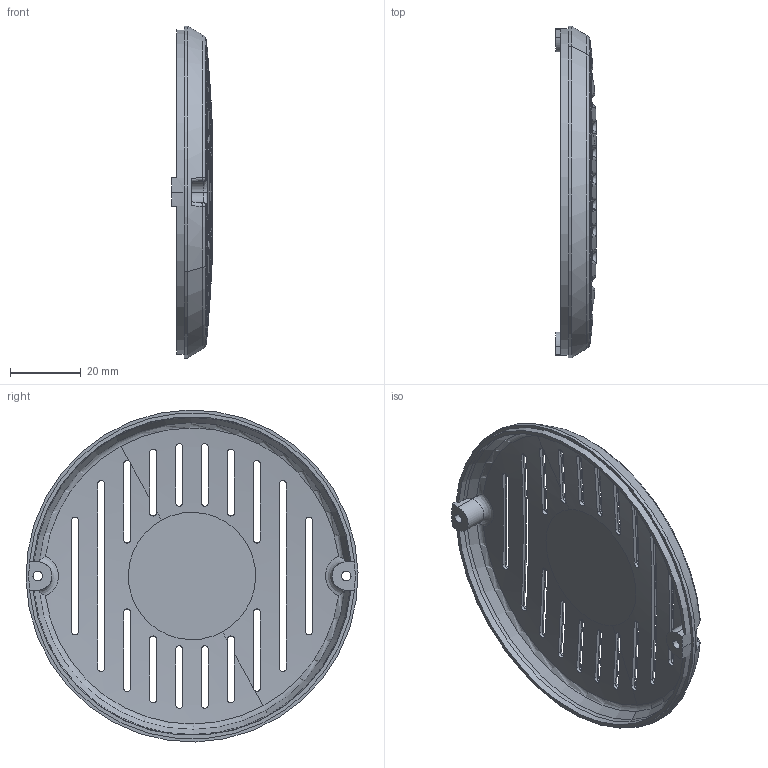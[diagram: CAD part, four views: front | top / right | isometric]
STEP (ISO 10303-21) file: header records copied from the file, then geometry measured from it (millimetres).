
FILE_DESCRIPTION(('CATIA V5 STEP Exchange'),'2;1');
FILE_NAME('K1111-04600.stp','2024-08-27T05:28:15+00:00',('none'),('none'),'CATIA Version 5 Release 20 GA (IN-10)','CATIA V5 STEP AP203','none');
FILE_SCHEMA(('CONFIG_CONTROL_DESIGN'));
Length unit declared in the file: millimetre
Products named in the file (1): K1111-04600
Bounding box: 11.5 x 93.63 x 93.63 mm (x, y, z)
Volume: 13912.6 mm3; surface area: 16756 mm2
Topology: 1 solids, 1 shells, 213 faces, 562 edges, 344 vertices
Faces by surface type: bspline 56, torus 52, cylinder 48, plane 45, cone 8, sphere 4
Entity records: 21655 total; most frequent: CARTESIAN_POINT 17209, ORIENTED_EDGE 1124, EDGE_CURVE 562, DIRECTION 526, VERTEX_POINT 344, AXIS2_PLACEMENT_3D 307, B_SPLINE_CURVE_WITH_KNOTS 276, EDGE_LOOP 242
